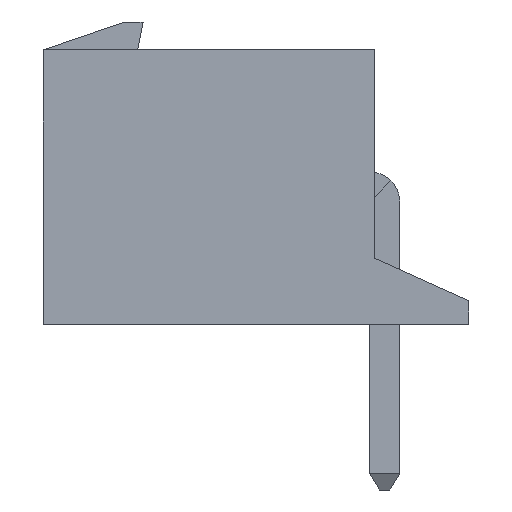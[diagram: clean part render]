
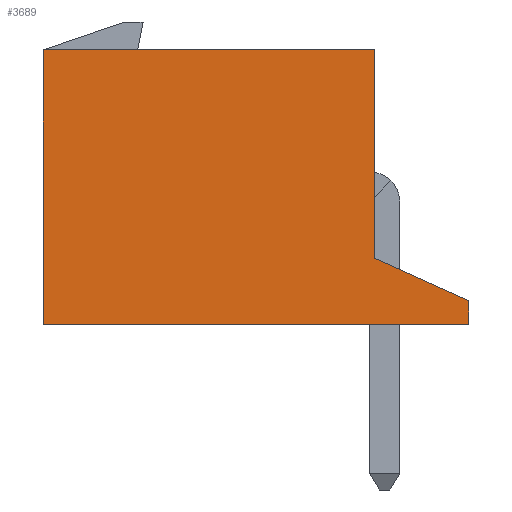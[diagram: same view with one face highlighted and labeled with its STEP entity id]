
A CAD part, left-side view. The second image highlights one B-rep face of the part: STEP entity #3689.
In plain terms, the highlighted planar face has unit normal (-1, 0, 0).
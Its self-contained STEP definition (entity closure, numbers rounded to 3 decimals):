
#51 = LINE ( 'NONE', #2247, #4764 ) ;
#93 = EDGE_CURVE ( 'NONE', #1023, #2340, #379, .T. ) ;
#309 = CARTESIAN_POINT ( 'NONE',  ( -7.45, 7., 0. ) ) ;
#328 = CARTESIAN_POINT ( 'NONE',  ( -7.45, 7., 2.9 ) ) ;
#379 = LINE ( 'NONE', #1857, #1642 ) ;
#447 = VECTOR ( 'NONE', #3744, 1000. ) ;
#514 = AXIS2_PLACEMENT_3D ( 'NONE', #4396, #1120, #4074 ) ;
#616 = VERTEX_POINT ( 'NONE', #3208 ) ;
#719 = DIRECTION ( 'NONE',  ( 0., 1., 0. ) ) ;
#1023 = VERTEX_POINT ( 'NONE', #3175 ) ;
#1077 = PLANE ( 'NONE',  #514 ) ;
#1098 = LINE ( 'NONE', #3259, #3585 ) ;
#1101 = DIRECTION ( 'NONE',  ( 0., 1., 0. ) ) ;
#1114 = ORIENTED_EDGE ( 'NONE', *, *, #3315, .T. ) ;
#1120 = DIRECTION ( 'NONE',  ( -1., 0., 0. ) ) ;
#1153 = CARTESIAN_POINT ( 'NONE',  ( -7.45, -2., -2.4 ) ) ;
#1332 = VERTEX_POINT ( 'NONE', #1153 ) ;
#1642 = VECTOR ( 'NONE', #2954, 1000. ) ;
#1812 = EDGE_LOOP ( 'NONE', ( #2475, #2871, #3845, #2829, #2797, #1114 ) ) ;
#1857 = CARTESIAN_POINT ( 'NONE',  ( -7.45, 0., -2.9 ) ) ;
#1934 = CARTESIAN_POINT ( 'NONE',  ( -7.45, 7., -2.9 ) ) ;
#2070 = DIRECTION ( 'NONE',  ( 0., 0., 1. ) ) ;
#2128 = VERTEX_POINT ( 'NONE', #328 ) ;
#2131 = CARTESIAN_POINT ( 'NONE',  ( -7.45, 0., 2.9 ) ) ;
#2243 = VERTEX_POINT ( 'NONE', #1934 ) ;
#2247 = CARTESIAN_POINT ( 'NONE',  ( -7.45, 0., 2.9 ) ) ;
#2329 = LINE ( 'NONE', #4479, #447 ) ;
#2340 = VERTEX_POINT ( 'NONE', #2131 ) ;
#2343 = VECTOR ( 'NONE', #2070, 1000. ) ;
#2475 = ORIENTED_EDGE ( 'NONE', *, *, #4774, .T. ) ;
#2529 = EDGE_CURVE ( 'NONE', #2243, #2128, #3604, .T. ) ;
#2797 = ORIENTED_EDGE ( 'NONE', *, *, #2831, .F. ) ;
#2829 = ORIENTED_EDGE ( 'NONE', *, *, #2529, .F. ) ;
#2831 = EDGE_CURVE ( 'NONE', #616, #2243, #1098, .T. ) ;
#2871 = ORIENTED_EDGE ( 'NONE', *, *, #93, .T. ) ;
#2954 = DIRECTION ( 'NONE',  ( 0., 0., 1. ) ) ;
#3175 = CARTESIAN_POINT ( 'NONE',  ( -7.45, 0., -1.5 ) ) ;
#3208 = CARTESIAN_POINT ( 'NONE',  ( -7.45, -2., -2.9 ) ) ;
#3259 = CARTESIAN_POINT ( 'NONE',  ( -7.45, 0., -2.9 ) ) ;
#3263 = DIRECTION ( 'NONE',  ( 0., 0., 1. ) ) ;
#3315 = EDGE_CURVE ( 'NONE', #616, #1332, #3979, .T. ) ;
#3517 = VECTOR ( 'NONE', #3263, 1000. ) ;
#3585 = VECTOR ( 'NONE', #719, 1000. ) ;
#3604 = LINE ( 'NONE', #309, #2343 ) ;
#3689 = ADVANCED_FACE ( 'NONE', ( #4419 ), #1077, .T. ) ;
#3744 = DIRECTION ( 'NONE',  ( 0., 0.912, 0.41 ) ) ;
#3845 = ORIENTED_EDGE ( 'NONE', *, *, #4424, .T. ) ;
#3979 = LINE ( 'NONE', #4274, #3517 ) ;
#4074 = DIRECTION ( 'NONE',  ( 0., 0., 1. ) ) ;
#4274 = CARTESIAN_POINT ( 'NONE',  ( -7.45, -2., -2.9 ) ) ;
#4396 = CARTESIAN_POINT ( 'NONE',  ( -7.45, 0., -2.9 ) ) ;
#4419 = FACE_OUTER_BOUND ( 'NONE', #1812, .T. ) ;
#4424 = EDGE_CURVE ( 'NONE', #2340, #2128, #51, .T. ) ;
#4479 = CARTESIAN_POINT ( 'NONE',  ( -7.45, -2., -2.4 ) ) ;
#4764 = VECTOR ( 'NONE', #1101, 1000. ) ;
#4774 = EDGE_CURVE ( 'NONE', #1332, #1023, #2329, .T. ) ;
